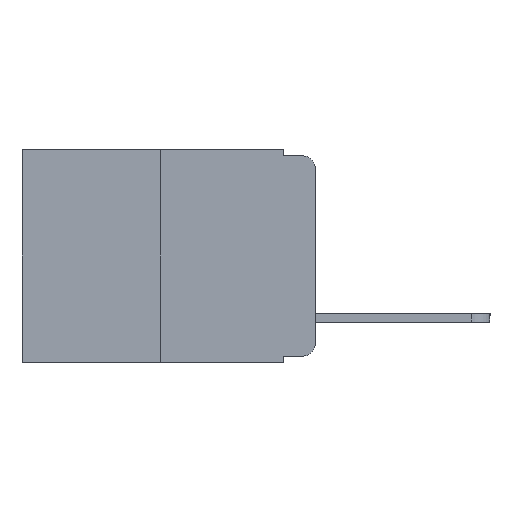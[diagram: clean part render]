
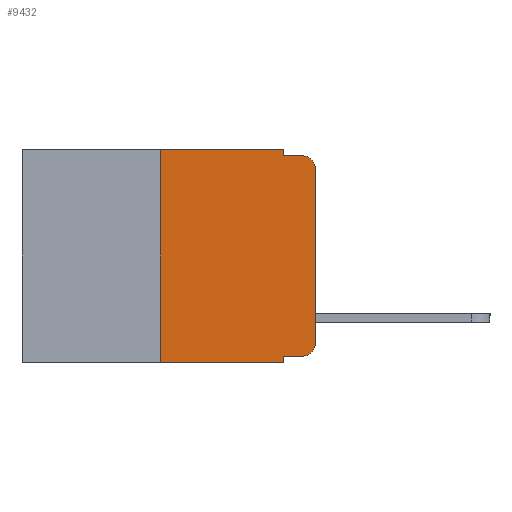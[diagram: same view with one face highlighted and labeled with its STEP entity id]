
A CAD part, left-side view. The second image highlights one B-rep face of the part: STEP entity #9432.
In plain terms, the highlighted planar face has unit normal (-1, 0, 0).
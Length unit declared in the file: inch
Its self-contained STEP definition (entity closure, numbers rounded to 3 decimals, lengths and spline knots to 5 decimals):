
#30 = LINE ( 'NONE', #10317, #14277 ) ;
#37 = CARTESIAN_POINT ( 'NONE',  ( 0., 0.25, 0. ) ) ;
#311 = DIRECTION ( 'NONE',  ( 0., 0., 1. ) ) ;
#347 = DIRECTION ( 'NONE',  ( 1., 0., 0. ) ) ;
#528 = VECTOR ( 'NONE', #14782, 39.37008 ) ;
#860 = VERTEX_POINT ( 'NONE', #5132 ) ;
#966 = ORIENTED_EDGE ( 'NONE', *, *, #3160, .T. ) ;
#981 = DIRECTION ( 'NONE',  ( 0., 0., -1. ) ) ;
#1136 = EDGE_CURVE ( 'NONE', #5583, #17473, #3251, .T. ) ;
#1153 = CARTESIAN_POINT ( 'NONE',  ( 0., 0., 0. ) ) ;
#1163 = LINE ( 'NONE', #3713, #4743 ) ;
#1404 = VERTEX_POINT ( 'NONE', #8500 ) ;
#2235 = LINE ( 'NONE', #4931, #13094 ) ;
#2694 = EDGE_CURVE ( 'NONE', #12272, #3506, #30, .T. ) ;
#2714 = FACE_OUTER_BOUND ( 'NONE', #17378, .T. ) ;
#3125 = CARTESIAN_POINT ( 'NONE',  ( 0., 0.25, 0. ) ) ;
#3160 = EDGE_CURVE ( 'NONE', #860, #1404, #3589, .T. ) ;
#3251 = LINE ( 'NONE', #9929, #13557 ) ;
#3445 = CIRCLE ( 'NONE', #15693, 0.02 ) ;
#3506 = VERTEX_POINT ( 'NONE', #15577 ) ;
#3589 = LINE ( 'NONE', #1153, #17755 ) ;
#3664 = CARTESIAN_POINT ( 'NONE',  ( 0., 0.473, -0.343 ) ) ;
#3713 = CARTESIAN_POINT ( 'NONE',  ( 0., 0.473, 0. ) ) ;
#3986 = EDGE_CURVE ( 'NONE', #1404, #15704, #11067, .T. ) ;
#4244 = CARTESIAN_POINT ( 'NONE',  ( 0., 0.02, -0.313 ) ) ;
#4616 = DIRECTION ( 'NONE',  ( 0., 0., 1. ) ) ;
#4726 = VERTEX_POINT ( 'NONE', #13143 ) ;
#4743 = VECTOR ( 'NONE', #6688, 39.37008 ) ;
#4931 = CARTESIAN_POINT ( 'NONE',  ( 0., 0.051, -0.01 ) ) ;
#5044 = ORIENTED_EDGE ( 'NONE', *, *, #5121, .F. ) ;
#5073 = LINE ( 'NONE', #3664, #528 ) ;
#5121 = EDGE_CURVE ( 'NONE', #18047, #8613, #8255, .T. ) ;
#5132 = CARTESIAN_POINT ( 'NONE',  ( 0., 0., -0.313 ) ) ;
#5583 = VERTEX_POINT ( 'NONE', #6969 ) ;
#5761 = DIRECTION ( 'NONE',  ( 0., 0., -1. ) ) ;
#6367 = PLANE ( 'NONE',  #16473 ) ;
#6418 = DIRECTION ( 'NONE',  ( 0., -1., 0. ) ) ;
#6688 = DIRECTION ( 'NONE',  ( 0., -1., 0. ) ) ;
#6867 = ORIENTED_EDGE ( 'NONE', *, *, #10261, .T. ) ;
#6956 = CARTESIAN_POINT ( 'NONE',  ( 0., 0.051, 0. ) ) ;
#6969 = CARTESIAN_POINT ( 'NONE',  ( 0., 0.051, -0.333 ) ) ;
#7066 = CARTESIAN_POINT ( 'NONE',  ( 0., 0.02, -0.333 ) ) ;
#7076 = ORIENTED_EDGE ( 'NONE', *, *, #12144, .F. ) ;
#7268 = ORIENTED_EDGE ( 'NONE', *, *, #9438, .F. ) ;
#7371 = VECTOR ( 'NONE', #4616, 39.37008 ) ;
#7756 = CARTESIAN_POINT ( 'NONE',  ( 0., 0.473, 0. ) ) ;
#7958 = ORIENTED_EDGE ( 'NONE', *, *, #8411, .T. ) ;
#8169 = ORIENTED_EDGE ( 'NONE', *, *, #15527, .F. ) ;
#8255 = LINE ( 'NONE', #37, #7371 ) ;
#8315 = CARTESIAN_POINT ( 'NONE',  ( 0., 0.051, 0. ) ) ;
#8411 = EDGE_CURVE ( 'NONE', #17473, #860, #3445, .T. ) ;
#8500 = CARTESIAN_POINT ( 'NONE',  ( 0., 0., -0.03 ) ) ;
#8536 = DIRECTION ( 'NONE',  ( 0., 0., -1. ) ) ;
#8613 = VERTEX_POINT ( 'NONE', #3125 ) ;
#9432 = ADVANCED_FACE ( 'NONE', ( #2714 ), #6367, .F. ) ;
#9438 = EDGE_CURVE ( 'NONE', #3506, #15704, #2235, .T. ) ;
#9929 = CARTESIAN_POINT ( 'NONE',  ( 0., 0.051, -0.333 ) ) ;
#10085 = DIRECTION ( 'NONE',  ( 0., -1., 0. ) ) ;
#10261 = EDGE_CURVE ( 'NONE', #18047, #4726, #5073, .T. ) ;
#10317 = CARTESIAN_POINT ( 'NONE',  ( 0., 0.051, 0. ) ) ;
#10497 = DIRECTION ( 'NONE',  ( 0., 0., -1. ) ) ;
#11067 = CIRCLE ( 'NONE', #17077, 0.02 ) ;
#12144 = EDGE_CURVE ( 'NONE', #8613, #12272, #1163, .T. ) ;
#12201 = CARTESIAN_POINT ( 'NONE',  ( 0., 0.25, -0.343 ) ) ;
#12233 = ORIENTED_EDGE ( 'NONE', *, *, #1136, .T. ) ;
#12272 = VERTEX_POINT ( 'NONE', #8315 ) ;
#12372 = DIRECTION ( 'NONE',  ( 0., 0., -1. ) ) ;
#13094 = VECTOR ( 'NONE', #6418, 39.37008 ) ;
#13143 = CARTESIAN_POINT ( 'NONE',  ( 0., 0.051, -0.343 ) ) ;
#13476 = ORIENTED_EDGE ( 'NONE', *, *, #2694, .F. ) ;
#13557 = VECTOR ( 'NONE', #10085, 39.37008 ) ;
#13668 = ORIENTED_EDGE ( 'NONE', *, *, #3986, .T. ) ;
#13949 = DIRECTION ( 'NONE',  ( -1., 0., 0. ) ) ;
#14191 = CARTESIAN_POINT ( 'NONE',  ( 0., 0.02, -0.03 ) ) ;
#14277 = VECTOR ( 'NONE', #12372, 39.37008 ) ;
#14320 = DIRECTION ( 'NONE',  ( -1., 0., 0. ) ) ;
#14373 = VECTOR ( 'NONE', #981, 39.37008 ) ;
#14782 = DIRECTION ( 'NONE',  ( 0., -1., 0. ) ) ;
#15527 = EDGE_CURVE ( 'NONE', #5583, #4726, #17864, .T. ) ;
#15577 = CARTESIAN_POINT ( 'NONE',  ( 0., 0.051, -0.01 ) ) ;
#15693 = AXIS2_PLACEMENT_3D ( 'NONE', #4244, #13949, #5761 ) ;
#15704 = VERTEX_POINT ( 'NONE', #17012 ) ;
#16473 = AXIS2_PLACEMENT_3D ( 'NONE', #7756, #347, #10497 ) ;
#17012 = CARTESIAN_POINT ( 'NONE',  ( 0., 0.02, -0.01 ) ) ;
#17077 = AXIS2_PLACEMENT_3D ( 'NONE', #14191, #14320, #8536 ) ;
#17378 = EDGE_LOOP ( 'NONE', ( #966, #13668, #7268, #13476, #7076, #5044, #6867, #8169, #12233, #7958 ) ) ;
#17473 = VERTEX_POINT ( 'NONE', #7066 ) ;
#17755 = VECTOR ( 'NONE', #311, 39.37008 ) ;
#17864 = LINE ( 'NONE', #6956, #14373 ) ;
#18047 = VERTEX_POINT ( 'NONE', #12201 ) ;
